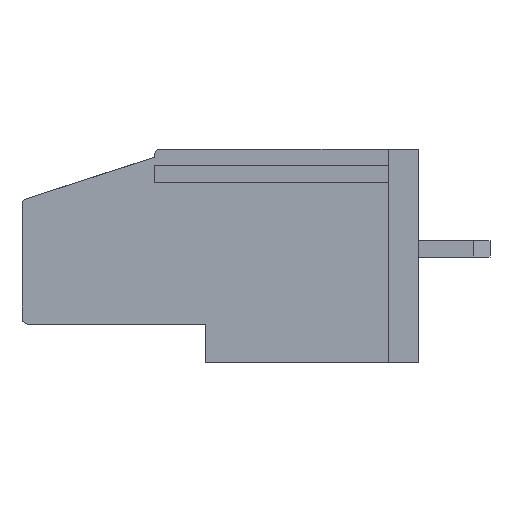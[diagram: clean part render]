
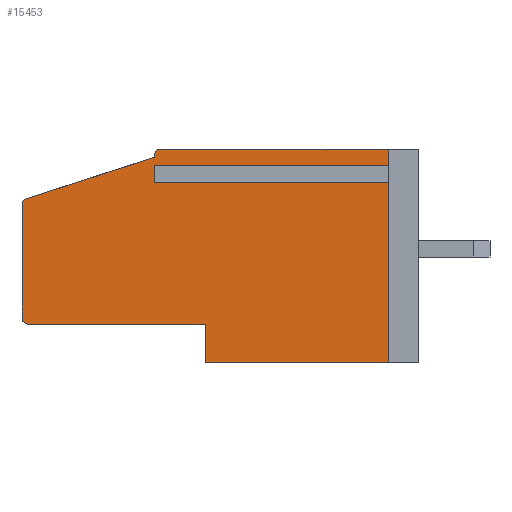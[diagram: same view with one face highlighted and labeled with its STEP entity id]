
A CAD part, left-side view. The second image highlights one B-rep face of the part: STEP entity #15453.
In plain terms, the highlighted planar face has unit normal (-1, 0, 0).
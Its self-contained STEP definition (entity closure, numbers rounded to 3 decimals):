
#45 = ORIENTED_EDGE ( 'NONE', *, *, #204, .T. ) ;
#204 = EDGE_CURVE ( 'NONE', #14435, #4249, #22695, .T. ) ;
#346 = EDGE_LOOP ( 'NONE', ( #7969, #3079, #12624, #21400, #16850, #29609, #18253, #22766, #1921, #13278, #27960, #32394, #9844, #18984, #45 ) ) ;
#1091 = CARTESIAN_POINT ( 'NONE',  ( 0., 13., 9.502 ) ) ;
#1306 = DIRECTION ( 'NONE',  ( 0., 0., -1. ) ) ;
#1662 = EDGE_CURVE ( 'NONE', #6930, #5205, #10761, .T. ) ;
#1843 = CARTESIAN_POINT ( 'NONE',  ( 0., 1.5, 10.5 ) ) ;
#1921 = ORIENTED_EDGE ( 'NONE', *, *, #29606, .T. ) ;
#2820 = CARTESIAN_POINT ( 'NONE',  ( 0., 19.5, 0. ) ) ;
#3079 = ORIENTED_EDGE ( 'NONE', *, *, #29186, .T. ) ;
#3615 = VERTEX_POINT ( 'NONE', #18652 ) ;
#3661 = CARTESIAN_POINT ( 'NONE',  ( 0., 10.5, 1.9 ) ) ;
#3698 = VERTEX_POINT ( 'NONE', #27678 ) ;
#3985 = DIRECTION ( 'NONE',  ( 1., 0., 0. ) ) ;
#4041 = DIRECTION ( 'NONE',  ( 0., -0.952, 0.307 ) ) ;
#4249 = VERTEX_POINT ( 'NONE', #5116 ) ;
#4251 = VERTEX_POINT ( 'NONE', #4958 ) ;
#4488 = LINE ( 'NONE', #8856, #17927 ) ;
#4923 = VECTOR ( 'NONE', #30862, 1000. ) ;
#4958 = CARTESIAN_POINT ( 'NONE',  ( 0., 13., 9.502 ) ) ;
#5102 = VERTEX_POINT ( 'NONE', #13668 ) ;
#5116 = CARTESIAN_POINT ( 'NONE',  ( 0., 19.5, 7.782 ) ) ;
#5205 = VERTEX_POINT ( 'NONE', #23261 ) ;
#5652 = CARTESIAN_POINT ( 'NONE',  ( 0., 1.5, 9.098 ) ) ;
#5996 = CARTESIAN_POINT ( 'NONE',  ( 0., 13., 9.502 ) ) ;
#6847 = CARTESIAN_POINT ( 'NONE',  ( 0., 19.2, 2.2 ) ) ;
#6895 = LINE ( 'NONE', #19916, #26598 ) ;
#6930 = VERTEX_POINT ( 'NONE', #23913 ) ;
#7567 = DIRECTION ( 'NONE',  ( -1., 0., 0. ) ) ;
#7969 = ORIENTED_EDGE ( 'NONE', *, *, #26403, .F. ) ;
#8673 = CARTESIAN_POINT ( 'NONE',  ( 0., 1.5, 0. ) ) ;
#8709 = EDGE_CURVE ( 'NONE', #15775, #28324, #32941, .T. ) ;
#8856 = CARTESIAN_POINT ( 'NONE',  ( 0., 19.5, 1.9 ) ) ;
#8857 = CARTESIAN_POINT ( 'NONE',  ( 0., 13., 9.098 ) ) ;
#9034 = DIRECTION ( 'NONE',  ( 0., 1., 0. ) ) ;
#9462 = CARTESIAN_POINT ( 'NONE',  ( 0., 1.5, 10.5 ) ) ;
#9844 = ORIENTED_EDGE ( 'NONE', *, *, #1662, .F. ) ;
#10020 = EDGE_CURVE ( 'NONE', #14114, #15775, #24053, .T. ) ;
#10761 = LINE ( 'NONE', #18406, #13528 ) ;
#10913 = DIRECTION ( 'NONE',  ( -1., 0., 0. ) ) ;
#11415 = CARTESIAN_POINT ( 'NONE',  ( 0., 12.7, 10.2 ) ) ;
#12563 = VECTOR ( 'NONE', #24049, 1000. ) ;
#12609 = CARTESIAN_POINT ( 'NONE',  ( 0., 19.5, 2.2 ) ) ;
#12624 = ORIENTED_EDGE ( 'NONE', *, *, #30585, .F. ) ;
#12965 = DIRECTION ( 'NONE',  ( 0., 0., 1. ) ) ;
#13278 = ORIENTED_EDGE ( 'NONE', *, *, #18316, .F. ) ;
#13528 = VECTOR ( 'NONE', #26149, 1000. ) ;
#13668 = CARTESIAN_POINT ( 'NONE',  ( 0., 19.2, 1.9 ) ) ;
#13688 = CARTESIAN_POINT ( 'NONE',  ( 0., 19.292, 8.067 ) ) ;
#14100 = DIRECTION ( 'NONE',  ( 0., -1., 0. ) ) ;
#14101 = DIRECTION ( 'NONE',  ( -1., 0., 0. ) ) ;
#14114 = VERTEX_POINT ( 'NONE', #24000 ) ;
#14118 = LINE ( 'NONE', #19060, #21494 ) ;
#14435 = VERTEX_POINT ( 'NONE', #13688 ) ;
#15325 = CARTESIAN_POINT ( 'NONE',  ( 0., 10.5, 1.9 ) ) ;
#15453 = ADVANCED_FACE ( 'NONE', ( #27444 ), #31866, .F. ) ;
#15750 = AXIS2_PLACEMENT_3D ( 'NONE', #11415, #10913, #29020 ) ;
#15775 = VERTEX_POINT ( 'NONE', #5652 ) ;
#16097 = CARTESIAN_POINT ( 'NONE',  ( 0., 1.5, 9.502 ) ) ;
#16628 = VECTOR ( 'NONE', #17126, 1000. ) ;
#16648 = DIRECTION ( 'NONE',  ( 0., 0., -1. ) ) ;
#16850 = ORIENTED_EDGE ( 'NONE', *, *, #28229, .T. ) ;
#16944 = CARTESIAN_POINT ( 'NONE',  ( 0., 19.5, 10.5 ) ) ;
#17126 = DIRECTION ( 'NONE',  ( 0., -1., 0. ) ) ;
#17862 = VERTEX_POINT ( 'NONE', #3661 ) ;
#17927 = VECTOR ( 'NONE', #9034, 1000. ) ;
#18230 = AXIS2_PLACEMENT_3D ( 'NONE', #6847, #14101, #27115 ) ;
#18253 = ORIENTED_EDGE ( 'NONE', *, *, #10020, .F. ) ;
#18316 = EDGE_CURVE ( 'NONE', #29287, #26576, #14118, .T. ) ;
#18406 = CARTESIAN_POINT ( 'NONE',  ( 0., 13., 10.1 ) ) ;
#18652 = CARTESIAN_POINT ( 'NONE',  ( 0., 10.5, 0. ) ) ;
#18984 = ORIENTED_EDGE ( 'NONE', *, *, #27883, .F. ) ;
#19060 = CARTESIAN_POINT ( 'NONE',  ( 0., 1.5, 10.5 ) ) ;
#19572 = DIRECTION ( 'NONE',  ( 0., 0., -1. ) ) ;
#19916 = CARTESIAN_POINT ( 'NONE',  ( 0., 19.5, 10.5 ) ) ;
#20398 = CIRCLE ( 'NONE', #18230, 0.3 ) ;
#21400 = ORIENTED_EDGE ( 'NONE', *, *, #27923, .F. ) ;
#21494 = VECTOR ( 'NONE', #1306, 1000. ) ;
#22446 = DIRECTION ( 'NONE',  ( 0., 0., -1. ) ) ;
#22562 = VECTOR ( 'NONE', #19572, 1000. ) ;
#22695 = CIRCLE ( 'NONE', #27534, 0.3 ) ;
#22766 = ORIENTED_EDGE ( 'NONE', *, *, #26898, .F. ) ;
#22880 = EDGE_CURVE ( 'NONE', #3698, #29287, #24853, .T. ) ;
#23261 = CARTESIAN_POINT ( 'NONE',  ( 0., 13., 10.2 ) ) ;
#23650 = VECTOR ( 'NONE', #14100, 1000. ) ;
#23771 = VECTOR ( 'NONE', #12965, 1000. ) ;
#23913 = CARTESIAN_POINT ( 'NONE',  ( 0., 13., 10.1 ) ) ;
#24000 = CARTESIAN_POINT ( 'NONE',  ( 0., 13., 9.098 ) ) ;
#24049 = DIRECTION ( 'NONE',  ( 0., 0., -1. ) ) ;
#24053 = LINE ( 'NONE', #8857, #23650 ) ;
#24689 = DIRECTION ( 'NONE',  ( 0., -1., 0. ) ) ;
#24853 = LINE ( 'NONE', #16944, #16628 ) ;
#24961 = CARTESIAN_POINT ( 'NONE',  ( 0., 19.2, 7.782 ) ) ;
#25262 = LINE ( 'NONE', #2820, #4923 ) ;
#25807 = LINE ( 'NONE', #15325, #23771 ) ;
#26149 = DIRECTION ( 'NONE',  ( 0., 0., 1. ) ) ;
#26403 = EDGE_CURVE ( 'NONE', #30379, #4249, #6895, .T. ) ;
#26576 = VERTEX_POINT ( 'NONE', #16097 ) ;
#26598 = VECTOR ( 'NONE', #27667, 1000. ) ;
#26772 = AXIS2_PLACEMENT_3D ( 'NONE', #32553, #3985, #16648 ) ;
#26898 = EDGE_CURVE ( 'NONE', #4251, #14114, #31541, .T. ) ;
#27115 = DIRECTION ( 'NONE',  ( 0., 0., -1. ) ) ;
#27164 = CARTESIAN_POINT ( 'NONE',  ( 0., 19.5, 8. ) ) ;
#27409 = LINE ( 'NONE', #1091, #28099 ) ;
#27444 = FACE_OUTER_BOUND ( 'NONE', #346, .T. ) ;
#27534 = AXIS2_PLACEMENT_3D ( 'NONE', #24961, #7567, #22446 ) ;
#27667 = DIRECTION ( 'NONE',  ( 0., 0., 1. ) ) ;
#27678 = CARTESIAN_POINT ( 'NONE',  ( 0., 12.7, 10.5 ) ) ;
#27883 = EDGE_CURVE ( 'NONE', #14435, #6930, #32607, .T. ) ;
#27923 = EDGE_CURVE ( 'NONE', #3615, #17862, #25807, .T. ) ;
#27960 = ORIENTED_EDGE ( 'NONE', *, *, #22880, .F. ) ;
#28099 = VECTOR ( 'NONE', #24689, 1000. ) ;
#28229 = EDGE_CURVE ( 'NONE', #3615, #28324, #25262, .T. ) ;
#28324 = VERTEX_POINT ( 'NONE', #8673 ) ;
#28873 = EDGE_CURVE ( 'NONE', #3698, #5205, #29254, .T. ) ;
#29020 = DIRECTION ( 'NONE',  ( 0., 0., -1. ) ) ;
#29186 = EDGE_CURVE ( 'NONE', #30379, #5102, #20398, .T. ) ;
#29254 = CIRCLE ( 'NONE', #15750, 0.3 ) ;
#29287 = VERTEX_POINT ( 'NONE', #9462 ) ;
#29606 = EDGE_CURVE ( 'NONE', #4251, #26576, #27409, .T. ) ;
#29609 = ORIENTED_EDGE ( 'NONE', *, *, #8709, .F. ) ;
#30290 = VECTOR ( 'NONE', #4041, 1000. ) ;
#30379 = VERTEX_POINT ( 'NONE', #12609 ) ;
#30585 = EDGE_CURVE ( 'NONE', #17862, #5102, #4488, .T. ) ;
#30862 = DIRECTION ( 'NONE',  ( 0., -1., 0. ) ) ;
#31541 = LINE ( 'NONE', #5996, #12563 ) ;
#31866 = PLANE ( 'NONE',  #26772 ) ;
#32394 = ORIENTED_EDGE ( 'NONE', *, *, #28873, .T. ) ;
#32553 = CARTESIAN_POINT ( 'NONE',  ( 0., 19.5, 10.5 ) ) ;
#32607 = LINE ( 'NONE', #27164, #30290 ) ;
#32941 = LINE ( 'NONE', #1843, #22562 ) ;
